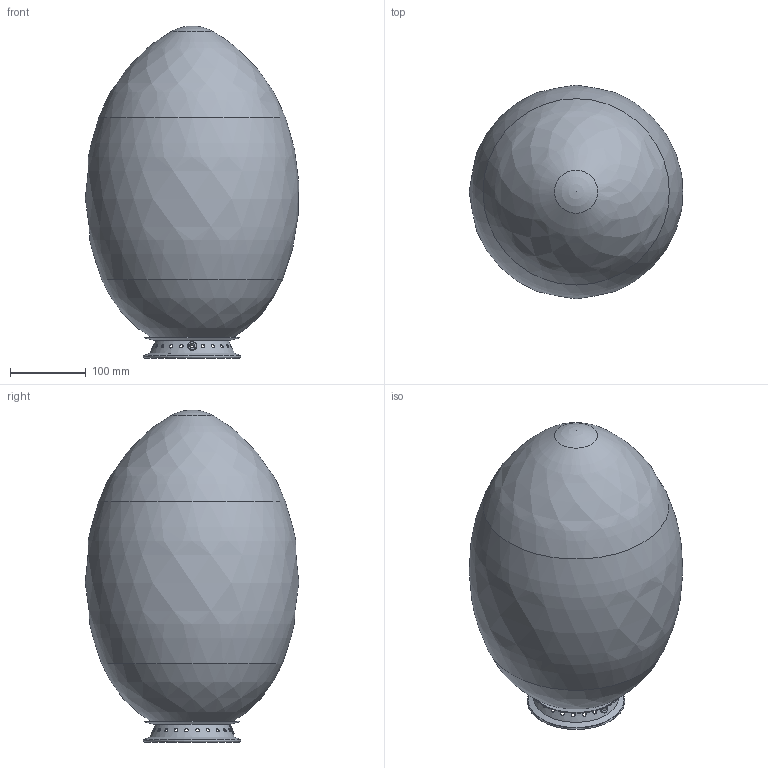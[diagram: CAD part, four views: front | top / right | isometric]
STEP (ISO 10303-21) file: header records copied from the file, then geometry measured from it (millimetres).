
FILE_DESCRIPTION(/* description */ (''),/* implementation_level */ '2;1');
FILE_NAME(/* name */ 'F264605100BIxx.stp',/* time_stamp */ '2020-01-14T12:19:06+01:00',/* author */ ('sghezzi'),/* organization */ (''),/* preprocessor_version */ 'ST-DEVELOPER v17.2',/* originating_system */ 'Autodesk Inventor 2019',/* authorisation */ '');
FILE_SCHEMA (('AUTOMOTIVE_DESIGN { 1 0 10303 214 3 1 1 }'));
Length unit declared in the file: millimetre
Products named in the file (11): 2646-1_UOVO LED MEDIO; 007264611 + 007264512; BICCHIERINO_E14_H60; DISSIPATORE_20_LED; ADATTATORE_LED_D25; DIN 7991 - M3x8; SCHEDA LED PIC; CA15584_ZORYA-MINI-TAPE MECHMODEL; 006600011_bloccacavo_grano_5100-7-109_NyNr; 062006000 PASSACAVO Nr 5104 xforo D10; Diffusore uovo medio (per istruzioni)
Assembly tree (11 placements, depth 2):
  2646-1_UOVO LED MEDIO
    007264611 + 007264512
    BICCHIERINO_E14_H60
    DISSIPATORE_20_LED
    ADATTATORE_LED_D25
    DIN 7991 - M3x8  x2
    SCHEDA LED PIC
    CA15584_ZORYA-MINI-TAPE MECHMODEL
    006600011_bloccacavo_grano_5100-7-109_NyNr
    062006000 PASSACAVO Nr 5104 xforo D10
    Diffusore uovo medio (per istruzioni)
Bounding box: 282.3 x 282.72 x 439.28 mm (x, y, z)
Volume: 1013081.9 mm3; surface area: 725524.9 mm2
Topology: 12 solids, 13 shells, 687 faces, 1927 edges, 1303 vertices
Faces by surface type: plane 462, cylinder 157, cone 35, torus 15, bspline 14, sphere 4
Full cylindrical faces by diameter (mm): 1.6 x1, 1.75 x2, 2 x2, 2.459 x2, 3 x2, 3.2 x2, 4 x2, 5 x21, 6 x3, 7 x2, 7.2 x1, 8.917 x1, 10 x4, 11 x1, 12.5 x1, 13 x4, 17.656 x1, 23.3 x1, 25 x1, 28 x2, 29.5 x1, 90 x1, 100 x1
Entity records: 24267 total; most frequent: CARTESIAN_POINT 5973, ORIENTED_EDGE 3778, DIRECTION 3559, EDGE_CURVE 1889, LINE 1327, VECTOR 1327, VERTEX_POINT 1280, AXIS2_PLACEMENT_3D 1116
